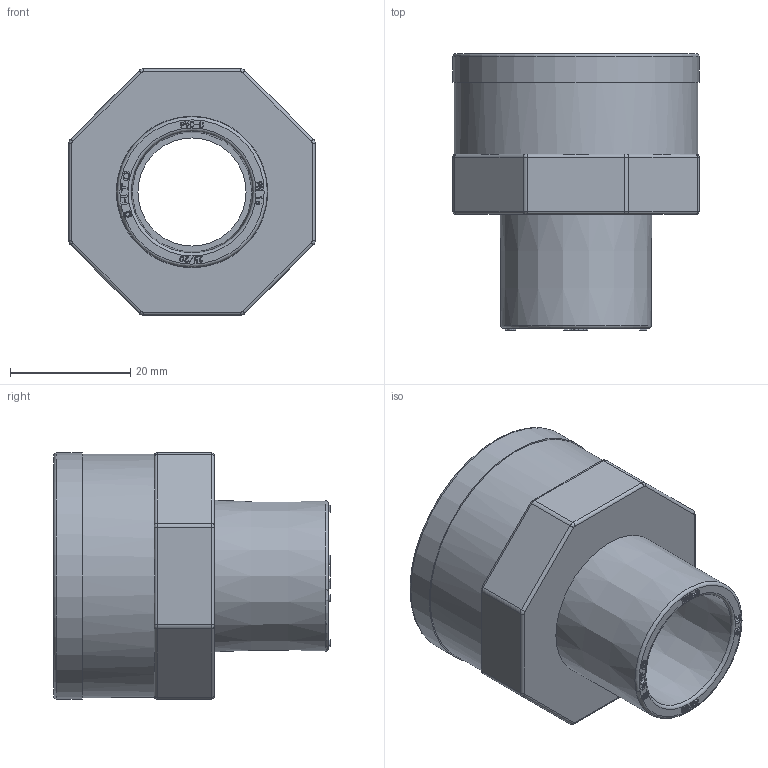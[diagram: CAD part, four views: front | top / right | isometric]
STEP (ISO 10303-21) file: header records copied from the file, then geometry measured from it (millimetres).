
FILE_DESCRIPTION(/* description */ (''),/* implementation_level */ '2;1');
FILE_NAME(/* name */ 'AF0351.025.032.step',/* time_stamp */ '2026-01-22T10:41:36+01:00',/* author */ (''),/* organization */ (''),/* preprocessor_version */ 'ST-DEVELOPER v20.1',/* originating_system */ 'Autodesk Translation Framework v14.21.0.0',/* authorisation */ '');
FILE_SCHEMA (('AUTOMOTIVE_DESIGN { 1 0 10303 214 3 1 1 }'));
Length unit declared in the file: millimetre
Products named in the file (1): AF0351.025.032
Bounding box: 41 x 46.02 x 41 mm (x, y, z)
Volume: 20589.1 mm3; surface area: 13886.8 mm2
Topology: 2 solids, 2 shells, 793 faces, 2242 edges, 1482 vertices
Faces by surface type: plane 708, cylinder 54, bspline 23, torus 6, cone 2
Full cylindrical faces by diameter (mm): 0.673 x1, 0.898 x1, 18 x1, 30.291 x7, 33.249 x8, 36 x1, 36.065 x1, 40.5 x2, 40.95 x1
Entity records: 29894 total; most frequent: CARTESIAN_POINT 9366, ORIENTED_EDGE 4484, DIRECTION 3848, EDGE_CURVE 2242, LINE 2060, VECTOR 2060, VERTEX_POINT 1482, AXIS2_PLACEMENT_3D 894
